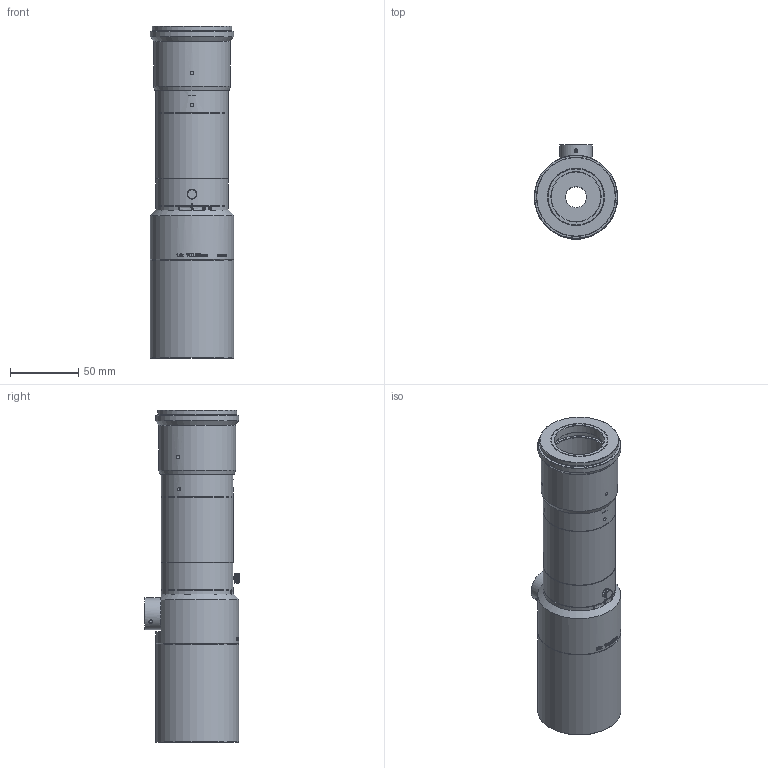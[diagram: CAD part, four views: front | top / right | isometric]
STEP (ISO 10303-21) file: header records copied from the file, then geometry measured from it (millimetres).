
FILE_DESCRIPTION(/* description */ (''),/* implementation_level */ '2;1');
FILE_NAME(/* name */ 'TC150128A_stp.stp',/* time_stamp */ '2021-10-28T17:35:46+08:00',/* author */ (''),/* organization */ (''),/* preprocessor_version */ 'ST-DEVELOPER v16',/* originating_system */ 'SIEMENS PLM Software NX 10.0',/* authorisation */ '');
FILE_SCHEMA (('AUTOMOTIVE_DESIGN { 1 0 10303 214 3 1 1 1 }'));
Length unit declared in the file: millimetre
Products named in the file (1): yang321888DFojjk
Bounding box: 61 x 69.4 x 243.35 mm (x, y, z)
Volume: 528904.4 mm3; surface area: 88776.1 mm2
Topology: 6 solids, 10 shells, 860 faces, 2308 edges, 1534 vertices
Faces by surface type: plane 364, extrusion 227, cylinder 211, cone 51, bspline 7
Full cylindrical faces by diameter (mm): 2.05 x1, 2.5 x9, 14 x1, 15.54 x1, 19.2 x1, 19.4 x1, 23.5 x1, 36.5 x1, 40.8 x1, 41 x1, 41.54 x1, 42 x1, 47 x1, 47.4 x1, 48.2 x1, 49 x2, 52.6 x1, 53 x6, 53.4 x1, 56.4 x1, 56.8 x1, 57 x1, 58 x2, 61 x3
Entity records: 38482 total; most frequent: CARTESIAN_POINT 18523, ORIENTED_EDGE 4372, DIRECTION 3364, EDGE_CURVE 2186, VERTEX_POINT 1498, AXIS2_PLACEMENT_3D 1130, VECTOR 1104, B_SPLINE_CURVE_WITH_KNOTS 1034
